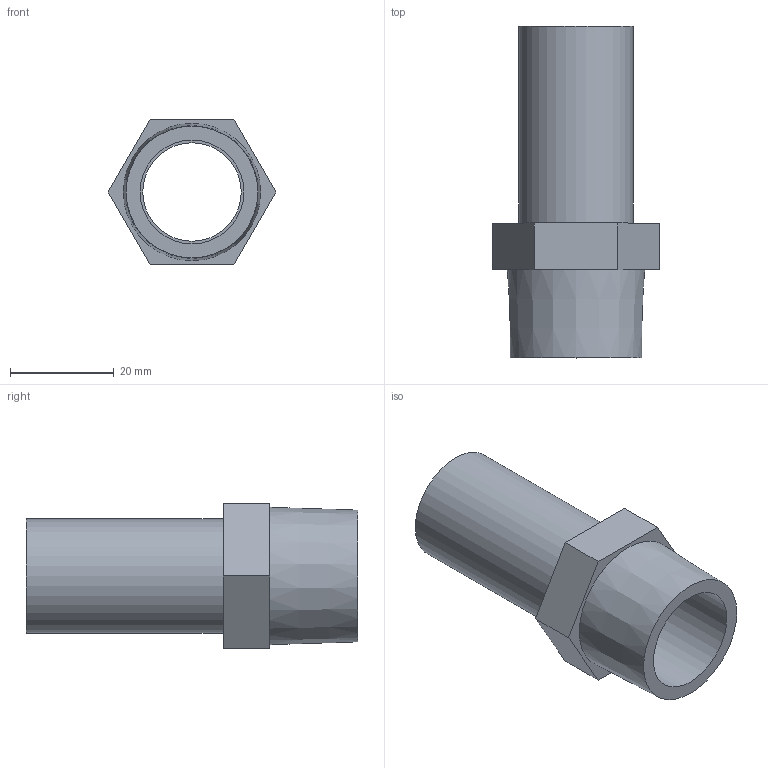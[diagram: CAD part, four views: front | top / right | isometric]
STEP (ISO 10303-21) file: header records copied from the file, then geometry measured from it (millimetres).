
FILE_DESCRIPTION( ( 'Unknown' ), '1' );
FILE_NAME( 'F27R3-4DN22.stp', 'Unknown', ( 'Unknown' ), ( 'Unknown' ), 'PSStep 14.0', 'Unknown', ' ' );
FILE_SCHEMA( ( 'AUTOMOTIVE_DESIGN { 1 0 10303 214 1 1 1 1 }' ) );
Length unit declared in the file: millimetre
Products named in the file (1): 1
Bounding box: 32.33 x 64 x 28 mm (x, y, z)
Volume: 10722.5 mm3; surface area: 9522.3 mm2
Topology: 1 solids, 1 shells, 15 faces, 33 edges, 23 vertices
Faces by surface type: plane 11, cylinder 3, cone 1
Full cylindrical faces by diameter (mm): 19 x1, 20 x1, 22 x1
Entity records: 512 total; most frequent: DIRECTION 66, CARTESIAN_POINT 62, ORIENTED_EDGE 52, EDGE_CURVE 26, AXIS2_PLACEMENT_3D 24, EDGE_LOOP 24, VERTEX_POINT 20, FACE_OUTER_BOUND 18
